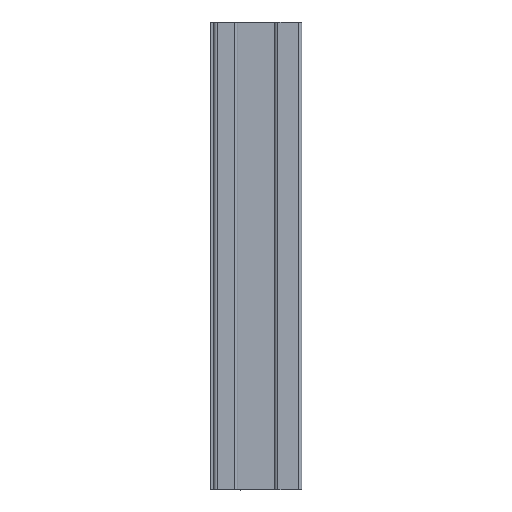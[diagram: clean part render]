
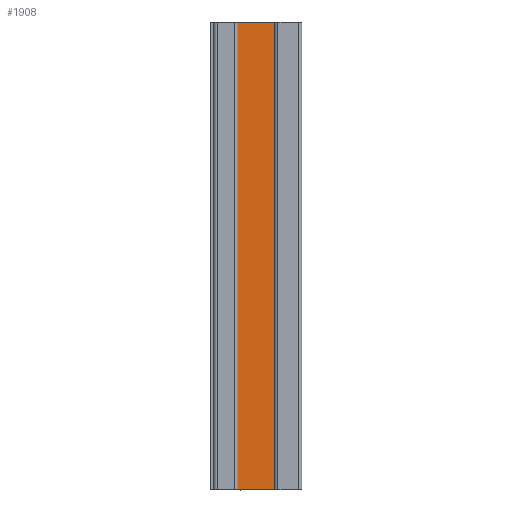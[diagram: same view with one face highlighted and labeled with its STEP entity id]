
A CAD part, left-side view. The second image highlights one B-rep face of the part: STEP entity #1908.
In plain terms, the highlighted planar face has unit normal (-1, 0, 0).
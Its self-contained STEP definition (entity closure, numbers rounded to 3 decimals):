
#76 = CARTESIAN_POINT ( 'NONE',  ( -28.5, 5.45, 0. ) ) ;
#124 = CARTESIAN_POINT ( 'NONE',  ( -28.5, -5.55, 0. ) ) ;
#1472 = EDGE_LOOP ( 'NONE', ( #12912, #12911, #12910, #12909 ) ) ;
#1908 = ADVANCED_FACE ( 'NONE', ( #12368 ), #21622, .F. ) ;
#2377 = VECTOR ( 'NONE', #27077, 1000. ) ;
#2378 = LINE ( 'NONE', #27076, #2377 ) ;
#2682 = VECTOR ( 'NONE', #26064, 1000. ) ;
#2684 = LINE ( 'NONE', #26065, #2682 ) ;
#2685 = VECTOR ( 'NONE', #17092, 1000. ) ;
#2686 = LINE ( 'NONE', #17093, #2685 ) ;
#8433 = DIRECTION ( 'NONE',  ( 0., -1., 0. ) ) ;
#8434 = CARTESIAN_POINT ( 'NONE',  ( -28.5, 5.45, 135. ) ) ;
#9936 = CARTESIAN_POINT ( 'NONE',  ( -28.5, -5.55, 135. ) ) ;
#10015 = CARTESIAN_POINT ( 'NONE',  ( -28.5, 5.45, 135. ) ) ;
#12368 = FACE_OUTER_BOUND ( 'NONE', #1472, .T. ) ;
#12909 = ORIENTED_EDGE ( 'NONE', *, *, #14942, .T. ) ;
#12910 = ORIENTED_EDGE ( 'NONE', *, *, #15314, .F. ) ;
#12911 = ORIENTED_EDGE ( 'NONE', *, *, #14969, .F. ) ;
#12912 = ORIENTED_EDGE ( 'NONE', *, *, #15820, .T. ) ;
#13040 = VECTOR ( 'NONE', #8433, 1000. ) ;
#13041 = LINE ( 'NONE', #8434, #13040 ) ;
#14942 = EDGE_CURVE ( 'NONE', #21393, #21515, #2686, .T. ) ;
#14969 = EDGE_CURVE ( 'NONE', #21299, #21563, #2684, .T. ) ;
#15314 = EDGE_CURVE ( 'NONE', #21393, #21299, #13041, .T. ) ;
#15820 = EDGE_CURVE ( 'NONE', #21515, #21563, #2378, .T. ) ;
#17092 = DIRECTION ( 'NONE',  ( 0., 0., -1. ) ) ;
#17093 = CARTESIAN_POINT ( 'NONE',  ( -28.5, 5.45, 135. ) ) ;
#21299 = VERTEX_POINT ( 'NONE', #9936 ) ;
#21393 = VERTEX_POINT ( 'NONE', #10015 ) ;
#21515 = VERTEX_POINT ( 'NONE', #76 ) ;
#21563 = VERTEX_POINT ( 'NONE', #124 ) ;
#21603 = DIRECTION ( 'NONE',  ( 0., 0., -1. ) ) ;
#21620 = DIRECTION ( 'NONE',  ( 1., 0., 0. ) ) ;
#21621 = CARTESIAN_POINT ( 'NONE',  ( -28.5, 5.45, 135. ) ) ;
#21622 = PLANE ( 'NONE',  #24595 ) ;
#24595 = AXIS2_PLACEMENT_3D ( 'NONE', #21621, #21620, #21603 ) ;
#26064 = DIRECTION ( 'NONE',  ( 0., 0., -1. ) ) ;
#26065 = CARTESIAN_POINT ( 'NONE',  ( -28.5, -5.55, 135. ) ) ;
#27076 = CARTESIAN_POINT ( 'NONE',  ( -28.5, 5.45, 0. ) ) ;
#27077 = DIRECTION ( 'NONE',  ( 0., -1., 0. ) ) ;
